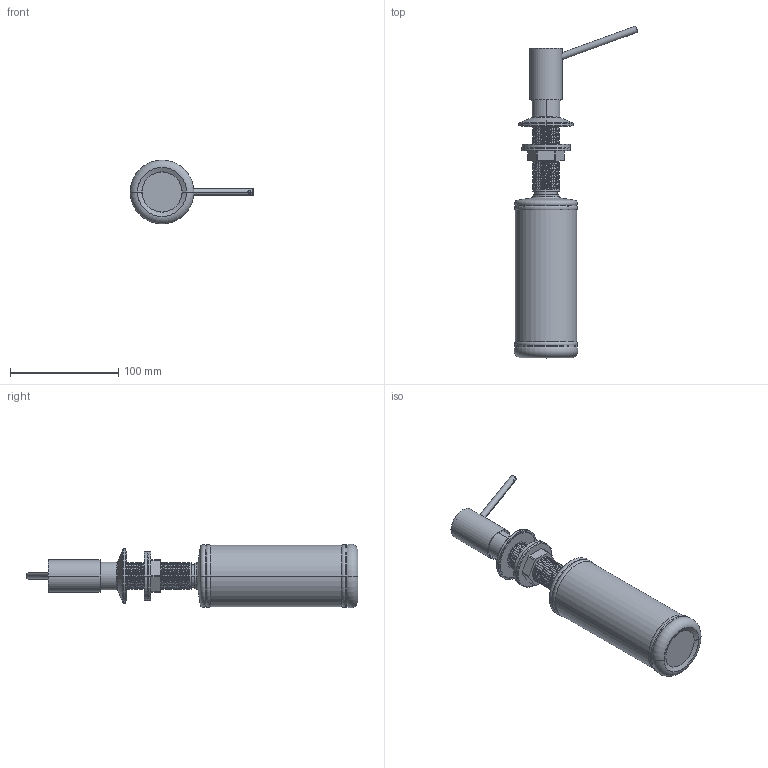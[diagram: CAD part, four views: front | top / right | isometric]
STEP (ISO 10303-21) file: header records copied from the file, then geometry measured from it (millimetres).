
FILE_DESCRIPTION(('STEP AP214'),'1');
FILE_NAME('lmittelspender .STP','2025-09-30T11:41:20',(' '),(' '),'Spatial InterOp 3D',' ',' ');
FILE_SCHEMA(('AUTOMOTIVE_DESIGN { 1 0 10303 214 1 1 1 1 }'));
Length unit declared in the file: millimetre
Products named in the file (1): 01_ASM|26V051NT#26V051NT;26V051NT
Bounding box: 114.53 x 306.99 x 59.06 mm (x, y, z)
Volume: 70340.2 mm3; surface area: 133822.4 mm2
Topology: 18 solids, 18 shells, 889 faces, 2338 edges, 1512 vertices
Faces by surface type: cylinder 506, plane 113, cone 107, bspline 100, torus 59, sphere 4
Entity records: 59539 total; most frequent: CARTESIAN_POINT 37999, ORIENTED_EDGE 4660, DIRECTION 4240, EDGE_CURVE 2330, AXIS2_PLACEMENT_3D 1726, VERTEX_POINT 1512, EDGE_LOOP 980, CIRCLE 919
